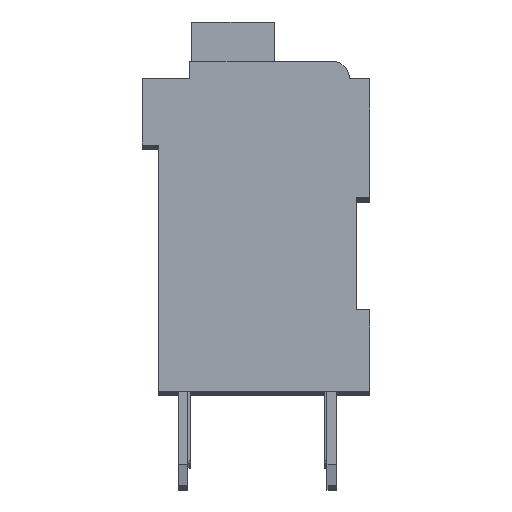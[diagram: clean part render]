
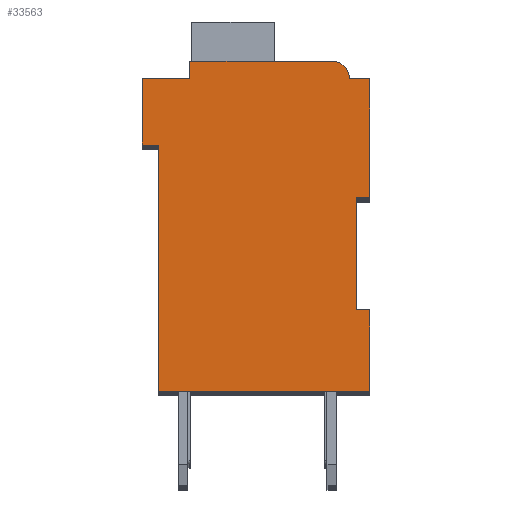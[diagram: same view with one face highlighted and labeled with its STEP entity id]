
A CAD part, top view. The second image highlights one B-rep face of the part: STEP entity #33563.
In plain terms, the highlighted planar face has unit normal (0, 0, 1).
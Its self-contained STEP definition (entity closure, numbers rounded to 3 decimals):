
#5336=DIRECTION('',(1.,0.,0.));
#5337=VECTOR('',#5336,0.5);
#5338=CARTESIAN_POINT('',(7.3,7.15,2.1));
#5339=LINE('',#5338,#5337);
#5340=DIRECTION('',(0.,1.,0.));
#5341=VECTOR('',#5340,4.15);
#5342=CARTESIAN_POINT('',(7.3,3.,2.1));
#5343=LINE('',#5342,#5341);
#5344=DIRECTION('',(-1.,0.,0.));
#5345=VECTOR('',#5344,0.5);
#5346=CARTESIAN_POINT('',(7.8,3.,2.1));
#5347=LINE('',#5346,#5345);
#5348=DIRECTION('',(0.,1.,0.));
#5349=VECTOR('',#5348,3.);
#5350=CARTESIAN_POINT('',(7.8,0.,2.1));
#5351=LINE('',#5350,#5349);
#5352=DIRECTION('',(1.,0.,0.));
#5353=VECTOR('',#5352,7.8);
#5354=CARTESIAN_POINT('',(0.,0.,2.1));
#5355=LINE('',#5354,#5353);
#5356=DIRECTION('',(0.,-1.,0.));
#5357=VECTOR('',#5356,9.1);
#5358=CARTESIAN_POINT('',(0.,9.1,2.1));
#5359=LINE('',#5358,#5357);
#5360=DIRECTION('',(1.,0.,0.));
#5361=VECTOR('',#5360,0.6);
#5362=CARTESIAN_POINT('',(-0.6,9.1,2.1));
#5363=LINE('',#5362,#5361);
#5364=DIRECTION('',(0.,-1.,0.));
#5365=VECTOR('',#5364,2.45);
#5366=CARTESIAN_POINT('',(-0.6,11.55,2.1));
#5367=LINE('',#5366,#5365);
#5368=DIRECTION('',(-1.,0.,0.));
#5369=VECTOR('',#5368,1.75);
#5370=CARTESIAN_POINT('',(1.15,11.55,2.1));
#5371=LINE('',#5370,#5369);
#5372=DIRECTION('',(0.,-1.,0.));
#5373=VECTOR('',#5372,0.65);
#5374=CARTESIAN_POINT('',(1.15,12.2,2.1));
#5375=LINE('',#5374,#5373);
#5376=DIRECTION('',(-1.,0.,0.));
#5377=VECTOR('',#5376,5.25);
#5378=CARTESIAN_POINT('',(6.4,12.2,2.1));
#5379=LINE('',#5378,#5377);
#5380=CARTESIAN_POINT('',(6.4,11.55,2.1));
#5381=DIRECTION('',(0.,0.,1.));
#5382=DIRECTION('',(1.,0.,0.));
#5383=AXIS2_PLACEMENT_3D('',#5380,#5381,#5382);
#5385=DIRECTION('',(-1.,0.,0.));
#5386=VECTOR('',#5385,0.75);
#5387=CARTESIAN_POINT('',(7.8,11.55,2.1));
#5388=LINE('',#5387,#5386);
#5389=DIRECTION('',(0.,1.,0.));
#5390=VECTOR('',#5389,4.4);
#5391=CARTESIAN_POINT('',(7.8,7.15,2.1));
#5392=LINE('',#5391,#5390);
#22195=CARTESIAN_POINT('',(7.3,7.15,2.1));
#22196=CARTESIAN_POINT('',(7.8,7.15,2.1));
#22197=VERTEX_POINT('',#22195);
#22198=VERTEX_POINT('',#22196);
#22199=CARTESIAN_POINT('',(7.8,11.55,2.1));
#22200=VERTEX_POINT('',#22199);
#22201=CARTESIAN_POINT('',(7.05,11.55,2.1));
#22202=VERTEX_POINT('',#22201);
#22203=CARTESIAN_POINT('',(6.4,12.2,2.1));
#22204=VERTEX_POINT('',#22203);
#22205=CARTESIAN_POINT('',(1.15,12.2,2.1));
#22206=VERTEX_POINT('',#22205);
#22207=CARTESIAN_POINT('',(1.15,11.55,2.1));
#22208=VERTEX_POINT('',#22207);
#22209=CARTESIAN_POINT('',(-0.6,11.55,2.1));
#22210=VERTEX_POINT('',#22209);
#22211=CARTESIAN_POINT('',(-0.6,9.1,2.1));
#22212=VERTEX_POINT('',#22211);
#22213=CARTESIAN_POINT('',(0.,9.1,2.1));
#22214=VERTEX_POINT('',#22213);
#22215=CARTESIAN_POINT('',(0.,0.,2.1));
#22216=VERTEX_POINT('',#22215);
#22217=CARTESIAN_POINT('',(7.8,0.,2.1));
#22218=VERTEX_POINT('',#22217);
#22219=CARTESIAN_POINT('',(7.8,3.,2.1));
#22220=VERTEX_POINT('',#22219);
#22221=CARTESIAN_POINT('',(7.3,3.,2.1));
#22222=VERTEX_POINT('',#22221);
#33539=CARTESIAN_POINT('',(0.,0.,2.1));
#33540=DIRECTION('',(0.,0.,1.));
#33541=DIRECTION('',(1.,0.,0.));
#33542=AXIS2_PLACEMENT_3D('',#33539,#33540,#33541);
#33543=PLANE('',#33542);
#33544=ORIENTED_EDGE('',*,*,#29180,.F.);
#33545=ORIENTED_EDGE('',*,*,#30275,.F.);
#33547=ORIENTED_EDGE('',*,*,#33546,.F.);
#33549=ORIENTED_EDGE('',*,*,#33548,.F.);
#33551=ORIENTED_EDGE('',*,*,#33550,.F.);
#33552=ORIENTED_EDGE('',*,*,#30662,.F.);
#33553=ORIENTED_EDGE('',*,*,#30878,.F.);
#33554=ORIENTED_EDGE('',*,*,#31272,.F.);
#33555=ORIENTED_EDGE('',*,*,#31671,.F.);
#33556=ORIENTED_EDGE('',*,*,#31740,.F.);
#33557=ORIENTED_EDGE('',*,*,#32306,.F.);
#33558=ORIENTED_EDGE('',*,*,#33173,.F.);
#33559=ORIENTED_EDGE('',*,*,#32957,.F.);
#33560=ORIENTED_EDGE('',*,*,#29771,.F.);
#33561=EDGE_LOOP('',(#33544,#33545,#33547,#33549,#33551,#33552,#33553,#33554,
#33555,#33556,#33557,#33558,#33559,#33560));
#33562=FACE_OUTER_BOUND('',#33561,.F.);
#5384=CIRCLE('',#5383,0.65);
#29180=EDGE_CURVE('',#22197,#22198,#5339,.T.);
#29771=EDGE_CURVE('',#22198,#22200,#5392,.T.);
#30275=EDGE_CURVE('',#22222,#22197,#5343,.T.);
#30662=EDGE_CURVE('',#22214,#22216,#5359,.T.);
#30878=EDGE_CURVE('',#22212,#22214,#5363,.T.);
#31272=EDGE_CURVE('',#22210,#22212,#5367,.T.);
#31671=EDGE_CURVE('',#22208,#22210,#5371,.T.);
#31740=EDGE_CURVE('',#22206,#22208,#5375,.T.);
#32306=EDGE_CURVE('',#22204,#22206,#5379,.T.);
#32957=EDGE_CURVE('',#22200,#22202,#5388,.T.);
#33173=EDGE_CURVE('',#22202,#22204,#5384,.T.);
#33546=EDGE_CURVE('',#22220,#22222,#5347,.T.);
#33548=EDGE_CURVE('',#22218,#22220,#5351,.T.);
#33550=EDGE_CURVE('',#22216,#22218,#5355,.T.);
#33563=ADVANCED_FACE('',(#33562),#33543,.T.);
